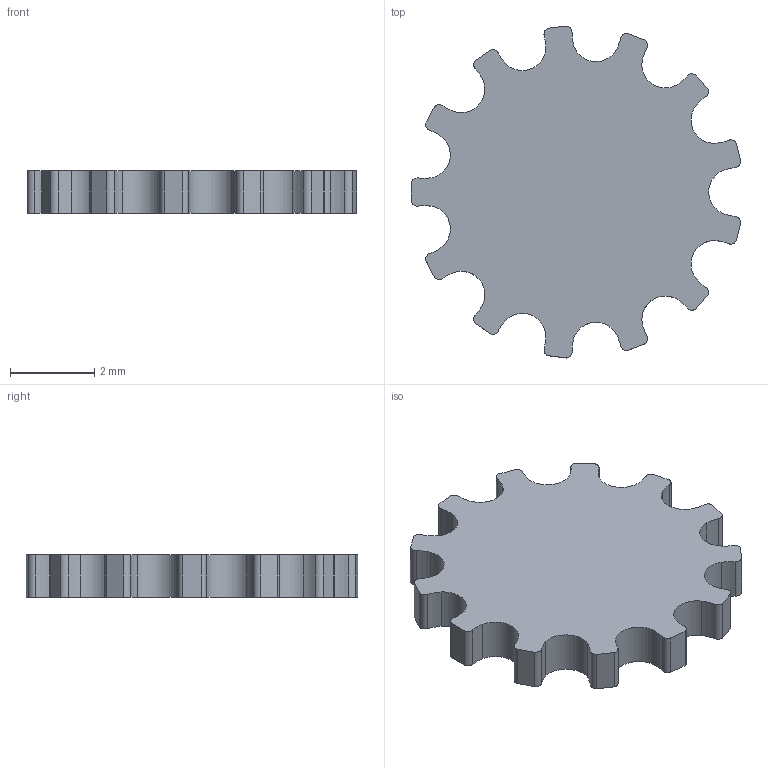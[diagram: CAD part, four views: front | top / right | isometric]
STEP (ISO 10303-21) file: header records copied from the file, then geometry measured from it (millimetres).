
FILE_DESCRIPTION(/* description */ (''),/* implementation_level */ '2;1');
FILE_NAME(/* name */ 'GT2-13~1',/* time_stamp */ '2020-11-19T13:15:16+01:00',/* author */ (''),/* organization */ (''),/* preprocessor_version */ 'ST-DEVELOPER v16.5',/* originating_system */ '',/* authorisation */ '');
FILE_SCHEMA (('AUTOMOTIVE_DESIGN'));
Length unit declared in the file: millimetre
Products named in the file (1): Document
Bounding box: 7.83 x 7.89 x 1 mm (x, y, z)
Volume: 38.7 mm3; surface area: 113.5 mm2
Topology: 1 solids, 1 shells, 80 faces, 234 edges, 156 vertices
Faces by surface type: bspline 78, plane 2
Entity records: 2494 total; most frequent: CARTESIAN_POINT 1356, ORIENTED_EDGE 468, EDGE_CURVE 234, VERTEX_POINT 156, ADVANCED_FACE 80, FACE_OUTER_BOUND 80, EDGE_LOOP 80, DIRECTION 6
